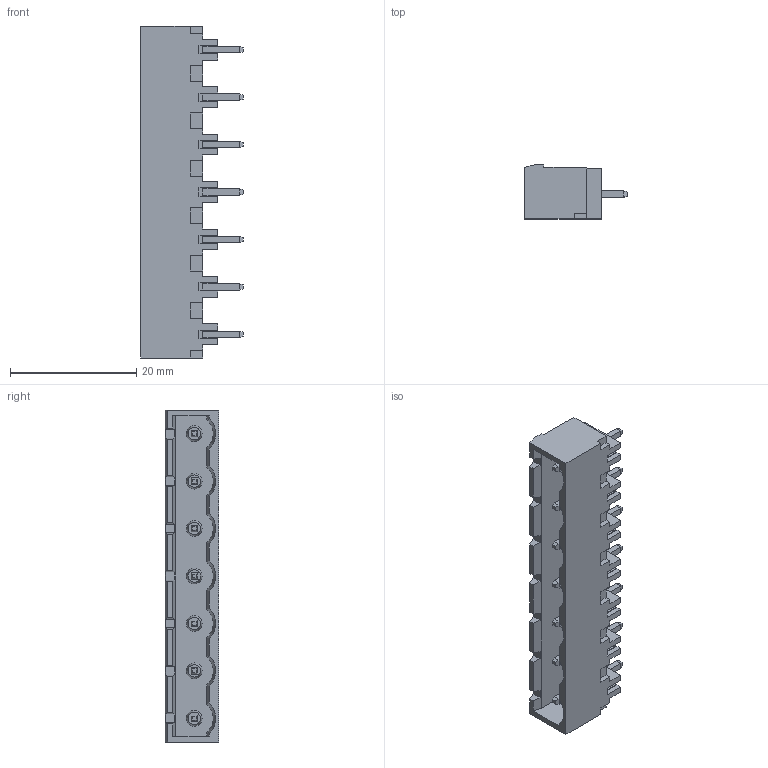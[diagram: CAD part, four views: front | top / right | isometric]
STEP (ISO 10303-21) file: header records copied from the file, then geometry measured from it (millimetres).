
FILE_DESCRIPTION(('STEP AP214'),'1');
FILE_NAME('PV07-7,5-V-P.stp','2021-04-20T15:56:23',(' '),(' '),'Spatial InterOp 3D',' ',' ');
FILE_SCHEMA(('automotive_design'));
Length unit declared in the file: metre
Products named in the file (1): 1
Bounding box: 16.2 x 8.5 x 52.5 mm (x, y, z)
Volume: 2248.1 mm3; surface area: 4045.6 mm2
Topology: 1 solids, 1 shells, 449 faces, 1178 edges, 755 vertices
Faces by surface type: plane 423, cone 14, cylinder 11, extrusion 1
Entity records: 17011 total; most frequent: CARTESIAN_POINT 2422, ORIENTED_EDGE 2328, DIRECTION 2090, EDGE_CURVE 1164, VECTOR 1106, LINE 1105, VERTEX_POINT 748, EDGE_LOOP 494
